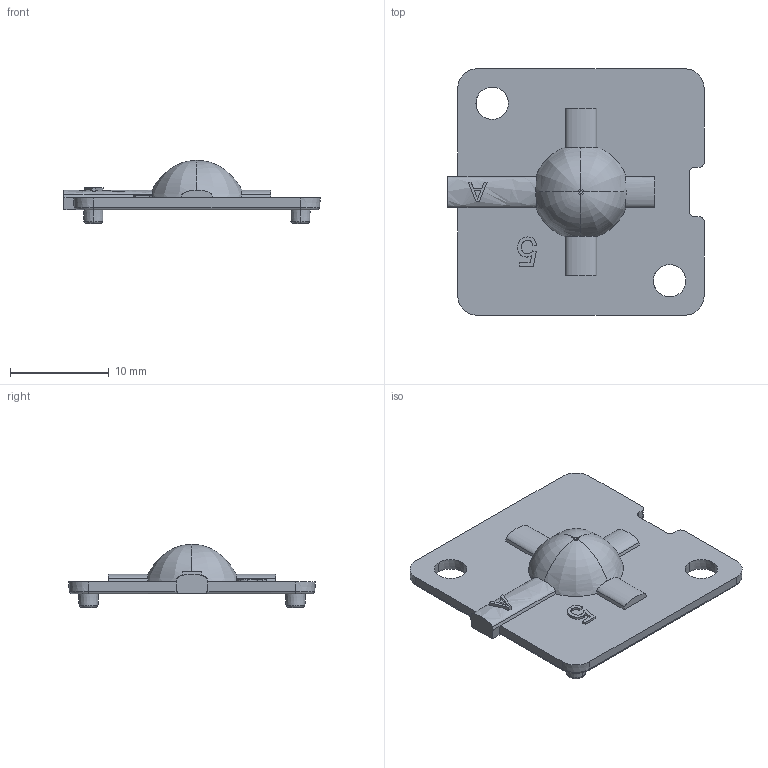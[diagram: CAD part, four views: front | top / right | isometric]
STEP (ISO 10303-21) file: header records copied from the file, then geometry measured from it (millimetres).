
FILE_DESCRIPTION (( 'STEP AP214' ), '1' );
FILE_NAME ('12779_70252_Rev_2_MH4_Customer.STEP', '2015-09-29T07:18:44', ( '' ), ( '' ), 'SwSTEP 2.0', 'SolidWorks 2014', '' );
FILE_SCHEMA (( 'AUTOMOTIVE_DESIGN' ));
Length unit declared in the file: millimetre
Products named in the file (1): 12779_70252_Rev_2_MH4_Customer
Bounding box: 26 x 25 x 6.4 mm (x, y, z)
Volume: 778.6 mm3; surface area: 1453.7 mm2
Topology: 1 solids, 1 shells, 194 faces, 490 edges, 300 vertices
Faces by surface type: plane 57, cylinder 49, bspline 46, torus 22, cone 16, sphere 4
Entity records: 7368 total; most frequent: CARTESIAN_POINT 2981, ORIENTED_EDGE 968, DIRECTION 832, EDGE_CURVE 484, AXIS2_PLACEMENT_3D 307, VERTEX_POINT 300, VECTOR 218, LINE 218
